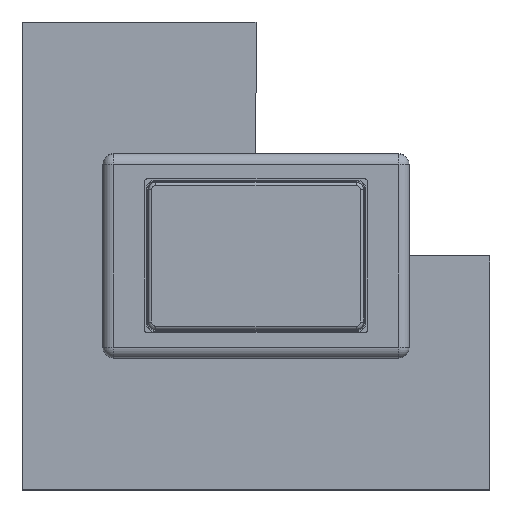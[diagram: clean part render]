
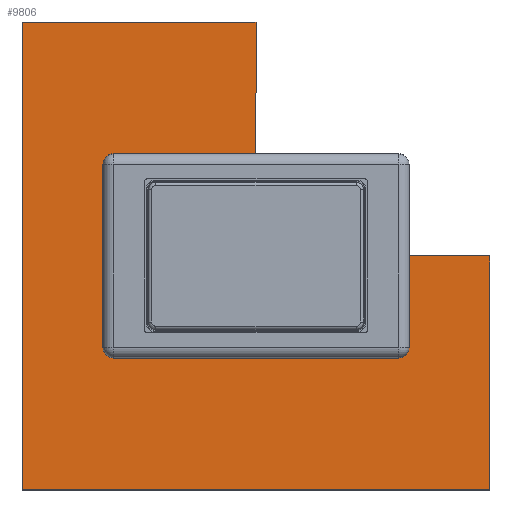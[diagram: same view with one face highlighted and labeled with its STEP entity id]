
A CAD part, top view. The second image highlights one B-rep face of the part: STEP entity #9806.
In plain terms, the highlighted planar face has unit normal (0, 0, 1).
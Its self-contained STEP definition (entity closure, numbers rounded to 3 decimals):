
#439 = VERTEX_POINT ( 'NONE', #15480 ) ;
#441 = VERTEX_POINT ( 'NONE', #15481 ) ;
#445 = VERTEX_POINT ( 'NONE', #15484 ) ;
#450 = VERTEX_POINT ( 'NONE', #15487 ) ;
#452 = VERTEX_POINT ( 'NONE', #15489 ) ;
#461 = VERTEX_POINT ( 'NONE', #15495 ) ;
#462 = VERTEX_POINT ( 'NONE', #15496 ) ;
#464 = VERTEX_POINT ( 'NONE', #15497 ) ;
#465 = VERTEX_POINT ( 'NONE', #15498 ) ;
#467 = VERTEX_POINT ( 'NONE', #15499 ) ;
#492 = VECTOR ( 'NONE', #24198, 1000. ) ;
#502 = VECTOR ( 'NONE', #24207, 1000. ) ;
#512 = VECTOR ( 'NONE', #24216, 1000. ) ;
#528 = VECTOR ( 'NONE', #24231, 1000. ) ;
#551 = VECTOR ( 'NONE', #24252, 1000. ) ;
#555 = VECTOR ( 'NONE', #24255, 1000. ) ;
#558 = VECTOR ( 'NONE', #24258, 1000. ) ;
#561 = VECTOR ( 'NONE', #24261, 1000. ) ;
#564 = VECTOR ( 'NONE', #24264, 1000. ) ;
#1286 = EDGE_LOOP ( 'NONE', ( #2493, #2495, #2492, #2494, #2496, #2497, #2499, #2498, #2500, #2501 ) ) ;
#2492 = ORIENTED_EDGE ( 'NONE', *, *, #9911, .T. ) ;
#2493 = ORIENTED_EDGE ( 'NONE', *, *, #9929, .F. ) ;
#2494 = ORIENTED_EDGE ( 'NONE', *, *, #9914, .T. ) ;
#2495 = ORIENTED_EDGE ( 'NONE', *, *, #9922, .T. ) ;
#2496 = ORIENTED_EDGE ( 'NONE', *, *, #9917, .T. ) ;
#2497 = ORIENTED_EDGE ( 'NONE', *, *, #9930, .F. ) ;
#2498 = ORIENTED_EDGE ( 'NONE', *, *, #9932, .F. ) ;
#2499 = ORIENTED_EDGE ( 'NONE', *, *, #9931, .F. ) ;
#2500 = ORIENTED_EDGE ( 'NONE', *, *, #9933, .F. ) ;
#2501 = ORIENTED_EDGE ( 'NONE', *, *, #9934, .F. ) ;
#6794 = FACE_OUTER_BOUND ( 'NONE', #1286, .T. ) ;
#6804 = AXIS2_PLACEMENT_3D ( 'NONE', #23547, #23548, #23549 ) ;
#8102 = VECTOR ( 'NONE', #24267, 1000. ) ;
#9806 = ADVANCED_FACE ( 'NONE', ( #6794 ), #23546, .T. ) ;
#9911 = EDGE_CURVE ( 'NONE', #439, #441, #24196, .T. ) ;
#9914 = EDGE_CURVE ( 'NONE', #441, #445, #24205, .T. ) ;
#9917 = EDGE_CURVE ( 'NONE', #445, #450, #24214, .T. ) ;
#9922 = EDGE_CURVE ( 'NONE', #452, #439, #24229, .T. ) ;
#9929 = EDGE_CURVE ( 'NONE', #452, #461, #24250, .T. ) ;
#9930 = EDGE_CURVE ( 'NONE', #462, #450, #24253, .T. ) ;
#9931 = EDGE_CURVE ( 'NONE', #464, #462, #24256, .T. ) ;
#9932 = EDGE_CURVE ( 'NONE', #465, #464, #24259, .T. ) ;
#9933 = EDGE_CURVE ( 'NONE', #467, #465, #24262, .T. ) ;
#9934 = EDGE_CURVE ( 'NONE', #461, #467, #24265, .T. ) ;
#15480 = CARTESIAN_POINT ( 'NONE',  ( -27.5, 27.5, 0. ) ) ;
#15481 = CARTESIAN_POINT ( 'NONE',  ( -27.5, -27.5, 0. ) ) ;
#15484 = CARTESIAN_POINT ( 'NONE',  ( 27.5, -27.5, 0. ) ) ;
#15487 = CARTESIAN_POINT ( 'NONE',  ( 27.5, 0., 0. ) ) ;
#15489 = CARTESIAN_POINT ( 'NONE',  ( 0., 27.5, 0. ) ) ;
#15495 = CARTESIAN_POINT ( 'NONE',  ( 0., 10.875, 0. ) ) ;
#15496 = CARTESIAN_POINT ( 'NONE',  ( 14.875, 0., 0. ) ) ;
#15497 = CARTESIAN_POINT ( 'NONE',  ( 14.875, -10.875, 0. ) ) ;
#15498 = CARTESIAN_POINT ( 'NONE',  ( -14.875, -10.875, 0. ) ) ;
#15499 = CARTESIAN_POINT ( 'NONE',  ( -14.875, 10.875, 0. ) ) ;
#23546 = PLANE ( 'NONE',  #6804 ) ;
#23547 = CARTESIAN_POINT ( 'NONE',  ( -27.5, -27.5, 0. ) ) ;
#23548 = DIRECTION ( 'NONE',  ( 0., 0., 1. ) ) ;
#23549 = DIRECTION ( 'NONE',  ( 0., -1., 0. ) ) ;
#24196 = LINE ( 'NONE', #24197, #492 ) ;
#24197 = CARTESIAN_POINT ( 'NONE',  ( -27.5, 27.5, 0. ) ) ;
#24198 = DIRECTION ( 'NONE',  ( 0., -1., 0. ) ) ;
#24205 = LINE ( 'NONE', #24206, #502 ) ;
#24206 = CARTESIAN_POINT ( 'NONE',  ( -27.5, -27.5, 0. ) ) ;
#24207 = DIRECTION ( 'NONE',  ( 1., 0., 0. ) ) ;
#24214 = LINE ( 'NONE', #24215, #512 ) ;
#24215 = CARTESIAN_POINT ( 'NONE',  ( 27.5, -27.5, 0. ) ) ;
#24216 = DIRECTION ( 'NONE',  ( 0., 1., 0. ) ) ;
#24229 = LINE ( 'NONE', #24230, #528 ) ;
#24230 = CARTESIAN_POINT ( 'NONE',  ( 27.5, 27.5, 0. ) ) ;
#24231 = DIRECTION ( 'NONE',  ( -1., 0., 0. ) ) ;
#24250 = LINE ( 'NONE', #24251, #551 ) ;
#24251 = CARTESIAN_POINT ( 'NONE',  ( 0., 27.5, 0. ) ) ;
#24252 = DIRECTION ( 'NONE',  ( 0., -1., 0. ) ) ;
#24253 = LINE ( 'NONE', #24254, #555 ) ;
#24254 = CARTESIAN_POINT ( 'NONE',  ( 0., 0., 0. ) ) ;
#24255 = DIRECTION ( 'NONE',  ( 1., 0., 0. ) ) ;
#24256 = LINE ( 'NONE', #24257, #558 ) ;
#24257 = CARTESIAN_POINT ( 'NONE',  ( 14.875, -10.875, 0. ) ) ;
#24258 = DIRECTION ( 'NONE',  ( 0., 1., 0. ) ) ;
#24259 = LINE ( 'NONE', #24260, #561 ) ;
#24260 = CARTESIAN_POINT ( 'NONE',  ( -14.875, -10.875, 0. ) ) ;
#24261 = DIRECTION ( 'NONE',  ( 1., 0., 0. ) ) ;
#24262 = LINE ( 'NONE', #24263, #564 ) ;
#24263 = CARTESIAN_POINT ( 'NONE',  ( -14.875, 10.875, 0. ) ) ;
#24264 = DIRECTION ( 'NONE',  ( 0., -1., 0. ) ) ;
#24265 = LINE ( 'NONE', #24266, #8102 ) ;
#24266 = CARTESIAN_POINT ( 'NONE',  ( 14.875, 10.875, 0. ) ) ;
#24267 = DIRECTION ( 'NONE',  ( -1., 0., 0. ) ) ;
